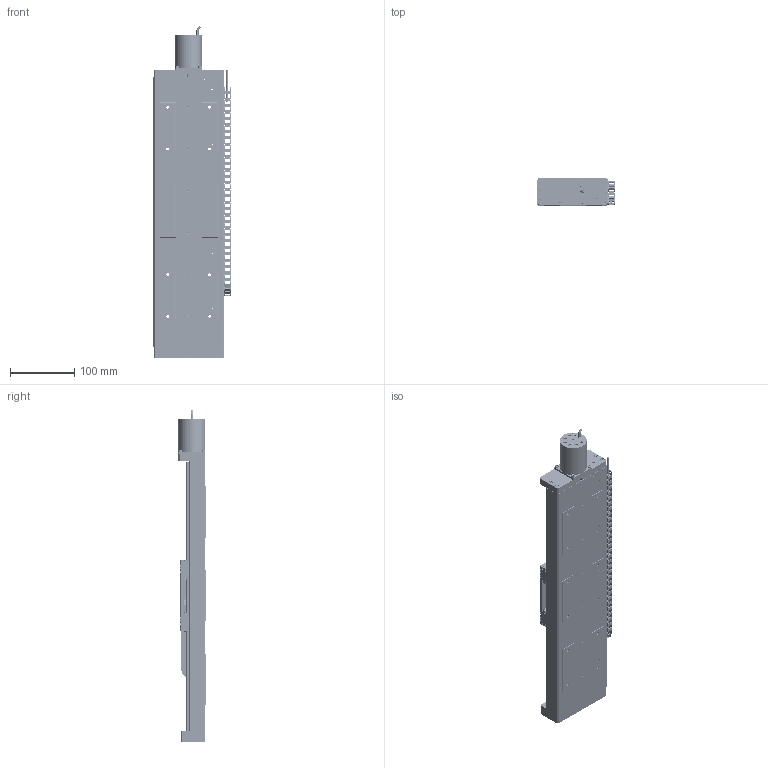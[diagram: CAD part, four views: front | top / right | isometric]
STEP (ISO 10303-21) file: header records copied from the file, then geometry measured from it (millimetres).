
FILE_DESCRIPTION (( 'STEP AP214' ), '1' );
FILE_NAME ('PPS-110-23X19.STEP', '2023-03-03T00:57:56', ( '' ), ( '' ), 'SwSTEP 2.0', 'SolidWorks 2020', '' );
FILE_SCHEMA (( 'AUTOMOTIVE_DESIGN' ));
Length unit declared in the file: millimetre
Products named in the file (58): 24; Screw, SHCS-S, M-DIN._M3 x 0.5 x 10mm; PPS-110, Base, Master Part_300mm Stepper & Peizo; 46; Screw, SHCS-L, M-DIN_M3 x 0.5 x 06mm; 39; 4; 44; 37; 49; 130242 Bearing, Slide Rail, PPS-110 (SEBS9B Slide); 54; 29; 57; 36; 28; PPS-110 Carriage Demo Assembly_2022_Stepper Motor Carriage (Leadscrew); 27; 43; 2; 130242 Bearing, Slide Rail, PPS-110 (SEBS9B Track)_300mm; 47; 25; 51; 55; 31; 48; 430710 PPS-110, Carriage, L110, Linear and Stepper Motor; Screw, SHCS-S, M-DIN._M3 x 0.5 x 18mm; 45; 42; 33; 26; 56; 1; 41; 34; 52; 53; 40 ...
Assembly tree (139 placements, depth 3):
  PPS-110-23X19
    PPS-110 Base Demo Assembly_2022_300mm Travel Stepper Motor, Phytron, UHV
      PPS-110, Base, Master Part_300mm Stepper & Peizo
      Screw, SHCS-S, M-DIN._M3 x 0.5 x 08mm  x42
      130242 Bearing, Slide Rail, PPS-110 (SEBS9B Track)_300mm  x2
      430866 PPS-110, End Plate, Bearing Side, No Cover, Stepper Motor_Without cover
      Screw, SHCS-S, M-DIN._M3 x 0.5 x 18mm  x4
      430802 PPS-110, End Plate, Motor Side, S17 Vacuum Stepper Motor_Without Cover
      Screw, SHCS-S, M-DIN._M3 x 0.5 x 12mm  x4
      110268 Motor, Phytron, VSS42.200, 1.2A, 4 Leads, 2m Wires, UHV
      Screw, SHCS-S, M-DIN._M3 x 0.5 x 10mm  x4
    PPS-110 Carriage Demo Assembly_2022_Stepper Motor Carriage (Leadscrew)
      430710 PPS-110, Carriage, L110, Linear and Stepper Motor
      430714 PPS-110, Carriage Cable Cover
      SCREW, MS-PPH, M-JCIS 1_M1.6 x 0.35 x 3mm  x10
      130242 Bearing, Slide Rail, PPS-110 (SEBS9B Slide)  x4
      Screw, SHCS-L, M-DIN_M3 x 0.5 x 06mm  x16
    IGUS E3-3 7w 15br_300mm
      1
      2
      3
      4
      5
      24
      25
      26
      27
      28
      29
      30
      31
      32
      33
      34
      35
      36
      37
      38
      39
      40
      41
      42
      43
      44
      45
      46
      47
      48
      53
      49
      50
      51
      52
      54
      55
      56
      57  x5
    Cable Chain exit cable_MOTOR+LIMIT VACUUM
Bounding box: 120.95 x 42.6 x 515.6 mm (x, y, z)
Volume: 937091.3 mm3; surface area: 303355.6 mm2
Topology: 136 solids, 136 shells, 6435 faces, 15582 edges, 9695 vertices
Faces by surface type: plane 3259, cylinder 2054, torus 620, cone 500, bspline 2
Entity records: 132103 total; most frequent: DIRECTION 19471, CARTESIAN_POINT 18789, ORIENTED_EDGE 17864, EDGE_CURVE 8932, AXIS2_PLACEMENT_3D 6963, VERTEX_POINT 5813, VECTOR 5545, LINE 5545
